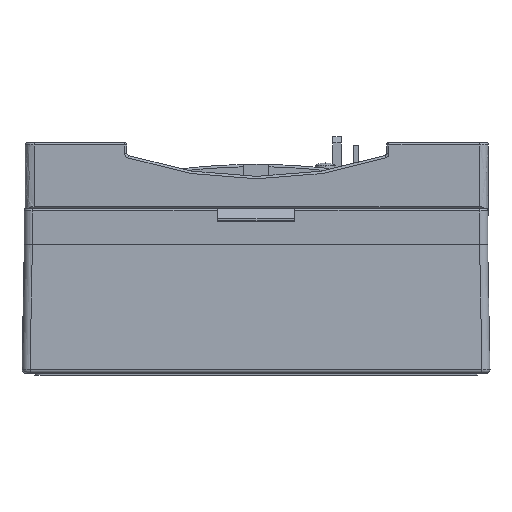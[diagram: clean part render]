
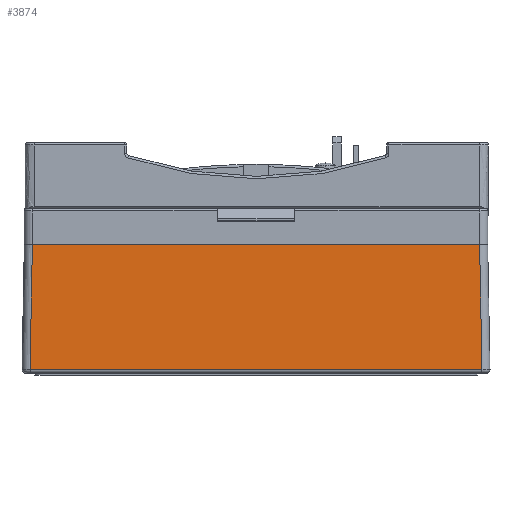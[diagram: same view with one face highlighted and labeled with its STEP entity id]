
A CAD part, left-side view. The second image highlights one B-rep face of the part: STEP entity #3874.
In plain terms, the highlighted free-form (B-spline) face has degree [1, 1] with [2, 2] control points.
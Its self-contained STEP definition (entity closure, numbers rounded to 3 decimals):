
#1491=CARTESIAN_POINT('',(-22.15,27.8,16.2));
#1492=VERTEX_POINT('',#1491);
#2601=CARTESIAN_POINT('',(-22.392,-28.091,0.708));
#2602=VERTEX_POINT('',#2601);
#2646=CARTESIAN_POINT('',(-22.392,28.091,0.708));
#2647=VERTEX_POINT('',#2646);
#2648=CARTESIAN_POINT('',(-22.392,28.091,0.708));
#2649=DIRECTION('',(0.0,-1.0,0.0));
#2650=VECTOR('',#2649,56.182);
#2651=LINE('',#2648,#2650);
#2652=EDGE_CURVE('',#2647,#2602,#2651,.T.);
#3594=CARTESIAN_POINT('',(-22.15,27.8,16.2));
#3595=DIRECTION('',(-0.016,0.019,-1.));
#3596=VECTOR('',#3595,15.497);
#3597=LINE('',#3594,#3596);
#3598=EDGE_CURVE('',#1492,#2647,#3597,.T.);
#3835=CARTESIAN_POINT('',(-22.392,-28.091,0.708));
#3836=CARTESIAN_POINT('',(-22.15,-28.091,16.2));
#3837=CARTESIAN_POINT('',(-22.392,28.091,0.708));
#3838=CARTESIAN_POINT('',(-22.15,28.091,16.2));
#3839=B_SPLINE_SURFACE_WITH_KNOTS('',1,1,((#3835,#3837),(#3836,#3838)),.UNSPECIFIED.,.F.,.F.,.U.,(2,2),(2,2),(0.0,15.494),(0.0,56.182),.UNSPECIFIED.);
#3840=CARTESIAN_POINT('',(-22.15,-27.8,16.2));
#3841=VERTEX_POINT('',#3840);
#3842=CARTESIAN_POINT('',(-22.392,-28.091,0.708));
#3843=DIRECTION('',(0.016,0.019,1.));
#3844=VECTOR('',#3843,15.497);
#3845=LINE('',#3842,#3844);
#3846=EDGE_CURVE('',#2602,#3841,#3845,.T.);
#3847=ORIENTED_EDGE('',*,*,#3846,.T.);
#3848=CARTESIAN_POINT('',(-22.15,-27.8,16.2));
#3849=VERTEX_POINT('',#3848);
#3850=CARTESIAN_POINT('',(-22.15,-27.8,16.2));
#3851=DIRECTION('',(0.0,1.0,0.0));
#3852=VECTOR('',#3851,0.);
#3853=LINE('',#3850,#3852);
#3854=EDGE_CURVE('',#3841,#3849,#3853,.T.);
#3855=ORIENTED_EDGE('',*,*,#3854,.T.);
#3856=CARTESIAN_POINT('',(-22.15,27.8,16.2));
#3857=VERTEX_POINT('',#3856);
#3858=CARTESIAN_POINT('',(-22.15,-27.8,16.2));
#3859=DIRECTION('',(0.0,1.0,0.0));
#3860=VECTOR('',#3859,55.6);
#3861=LINE('',#3858,#3860);
#3862=EDGE_CURVE('',#3849,#3857,#3861,.T.);
#3863=ORIENTED_EDGE('',*,*,#3862,.T.);
#3864=CARTESIAN_POINT('',(-22.15,27.8,16.2));
#3865=DIRECTION('',(0.0,1.0,0.0));
#3866=VECTOR('',#3865,0.);
#3867=LINE('',#3864,#3866);
#3868=EDGE_CURVE('',#3857,#1492,#3867,.T.);
#3869=ORIENTED_EDGE('',*,*,#3868,.T.);
#3870=ORIENTED_EDGE('',*,*,#3598,.T.);
#3871=ORIENTED_EDGE('',*,*,#2652,.T.);
#3872=EDGE_LOOP('',(#3847,#3855,#3863,#3869,#3870,#3871));
#3873=FACE_OUTER_BOUND('',#3872,.T.);
#3874=ADVANCED_FACE('',(#3873),#3839,.T.);
